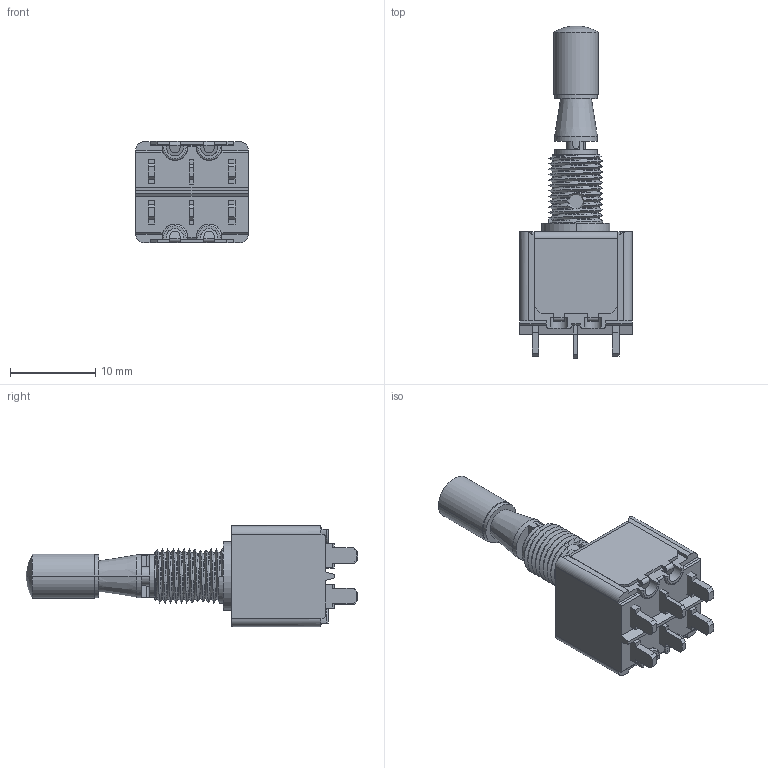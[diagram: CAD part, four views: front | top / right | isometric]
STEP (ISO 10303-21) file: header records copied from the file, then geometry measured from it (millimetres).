
FILE_DESCRIPTION((''),'2;1');
FILE_NAME('564_AD2GK-8V','2015-04-28T',('mdamaggio'),(''),'CREO PARAMETRIC BY PTC INC, 2014440','CREO PARAMETRIC BY PTC INC, 2014440','');
FILE_SCHEMA(('CONFIG_CONTROL_DESIGN'));
Length unit declared in the file: millimetre
Products named in the file (1): 564_AD2GK-8V
Bounding box: 13.2 x 38.9 x 11.85 mm (x, y, z)
Surface area: 2250.7 mm2 (no closed solid volume)
Topology: 0 solids, 17 shells, 322 faces, 938 edges, 625 vertices
Faces by surface type: plane 193, bspline 60, cylinder 53, cone 8, torus 6, sphere 2
Entity records: 29365 total; most frequent: CARTESIAN_POINT 21495, ORIENTED_EDGE 1712, DIRECTION 1357, EDGE_CURVE 936, VERTEX_POINT 625, VECTOR 557, LINE 557, AXIS2_PLACEMENT_3D 400
